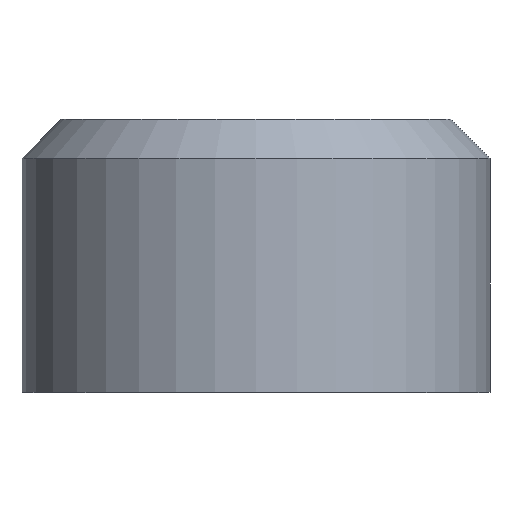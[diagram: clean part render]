
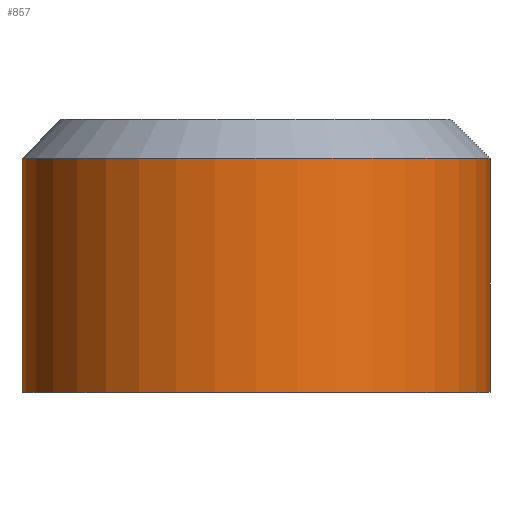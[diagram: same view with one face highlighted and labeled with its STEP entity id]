
A CAD part, top view. The second image highlights one B-rep face of the part: STEP entity #857.
In plain terms, the highlighted cylindrical face has radius 19.05 mm (diameter 38.1 mm), a full revolution.
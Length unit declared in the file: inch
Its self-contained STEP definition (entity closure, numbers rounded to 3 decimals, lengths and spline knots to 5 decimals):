
#27=CIRCLE('',#930,0.75);
#28=CIRCLE('',#932,0.75);
#30=CYLINDRICAL_SURFACE('',#931,0.75);
#78=FACE_OUTER_BOUND('',#127,.T.);
#127=EDGE_LOOP('',(#724,#725,#726,#727));
#245=LINE('',#1384,#353);
#353=VECTOR('',#1147,0.75);
#426=VERTEX_POINT('',#1378);
#427=VERTEX_POINT('',#1382);
#536=EDGE_CURVE('',#426,#426,#27,.T.);
#538=EDGE_CURVE('',#427,#427,#28,.T.);
#539=EDGE_CURVE('',#427,#426,#245,.T.);
#724=ORIENTED_EDGE('',*,*,#538,.F.);
#725=ORIENTED_EDGE('',*,*,#539,.T.);
#726=ORIENTED_EDGE('',*,*,#536,.T.);
#727=ORIENTED_EDGE('',*,*,#539,.F.);
#857=ADVANCED_FACE('',(#78),#30,.T.);
#930=AXIS2_PLACEMENT_3D('',#1379,#1140,#1141);
#931=AXIS2_PLACEMENT_3D('',#1381,#1143,#1144);
#932=AXIS2_PLACEMENT_3D('',#1383,#1145,#1146);
#1140=DIRECTION('center_axis',(0.,-1.,0.));
#1141=DIRECTION('ref_axis',(1.,0.,0.));
#1143=DIRECTION('center_axis',(0.,-1.,0.));
#1144=DIRECTION('ref_axis',(1.,0.,0.));
#1145=DIRECTION('center_axis',(0.,-1.,0.));
#1146=DIRECTION('ref_axis',(1.,0.,0.));
#1147=DIRECTION('',(0.,1.,0.));
#1378=CARTESIAN_POINT('',(-0.75,0.75,0.));
#1379=CARTESIAN_POINT('Origin',(0.,0.75,0.));
#1381=CARTESIAN_POINT('Origin',(0.,0.375,0.));
#1382=CARTESIAN_POINT('',(-0.75,0.,0.));
#1383=CARTESIAN_POINT('Origin',(0.,0.,0.));
#1384=CARTESIAN_POINT('',(-0.75,0.375,0.));
